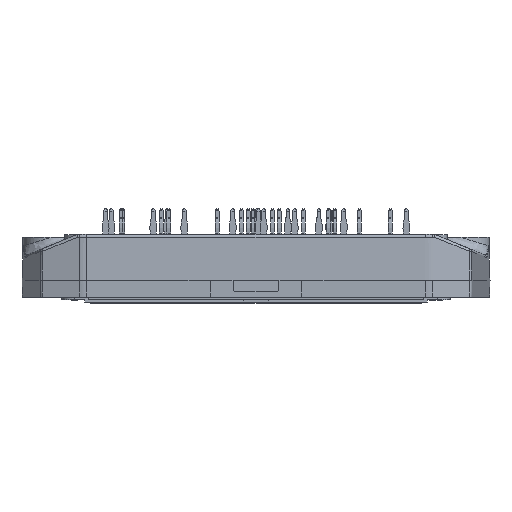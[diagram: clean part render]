
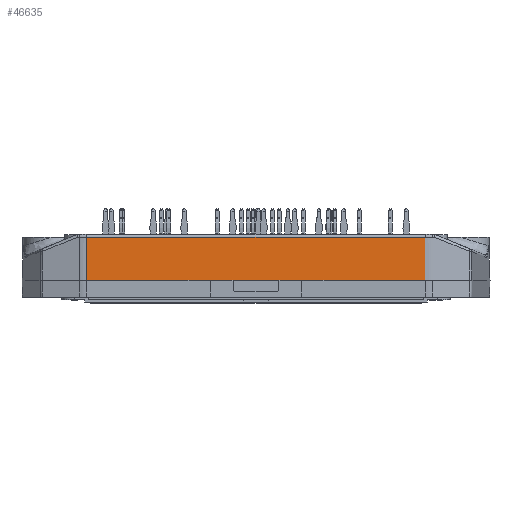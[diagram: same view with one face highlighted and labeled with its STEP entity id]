
A CAD part, front view. The second image highlights one B-rep face of the part: STEP entity #46635.
In plain terms, the highlighted planar face has unit normal (0, -1, 0.026).
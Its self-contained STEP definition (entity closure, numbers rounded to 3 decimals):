
#5276=ORIENTED_EDGE('',*,*,#14619,.F.);
#5277=ORIENTED_EDGE('',*,*,#14620,.T.);
#5278=ORIENTED_EDGE('',*,*,#14354,.F.);
#5279=ORIENTED_EDGE('',*,*,#14621,.F.);
#5280=ORIENTED_EDGE('',*,*,#14622,.T.);
#5281=ORIENTED_EDGE('',*,*,#14623,.T.);
#5282=ORIENTED_EDGE('',*,*,#14607,.T.);
#5283=ORIENTED_EDGE('',*,*,#14624,.F.);
#5284=ORIENTED_EDGE('',*,*,#14602,.F.);
#5285=ORIENTED_EDGE('',*,*,#14341,.F.);
#14341=EDGE_CURVE('',#19144,#19145,#22256,.T.);
#14354=EDGE_CURVE('',#19154,#19155,#22264,.T.);
#14602=EDGE_CURVE('',#19145,#19303,#22384,.T.);
#14607=EDGE_CURVE('',#19307,#19306,#22387,.T.);
#14619=EDGE_CURVE('',#19317,#19144,#22395,.T.);
#14620=EDGE_CURVE('',#19317,#19155,#22396,.F.);
#14621=EDGE_CURVE('',#19318,#19154,#22397,.F.);
#14622=EDGE_CURVE('',#19318,#19319,#22398,.T.);
#14623=EDGE_CURVE('',#19319,#19307,#22399,.T.);
#14624=EDGE_CURVE('',#19303,#19306,#22400,.T.);
#19144=VERTEX_POINT('',#64224);
#19145=VERTEX_POINT('',#64226);
#19154=VERTEX_POINT('',#64259);
#19155=VERTEX_POINT('',#64260);
#19303=VERTEX_POINT('',#65300);
#19306=VERTEX_POINT('',#65307);
#19307=VERTEX_POINT('',#65309);
#19317=VERTEX_POINT('',#65413);
#19318=VERTEX_POINT('',#65416);
#19319=VERTEX_POINT('',#65418);
#22256=LINE('',#64225,#25310);
#22264=LINE('',#64258,#25318);
#22384=LINE('',#65299,#25438);
#22387=LINE('',#65308,#25441);
#22395=LINE('',#65412,#25449);
#22396=LINE('',#65414,#25450);
#22397=LINE('',#65415,#25451);
#22398=LINE('',#65417,#25452);
#22399=LINE('',#65419,#25453);
#22400=LINE('',#65420,#25454);
#25310=VECTOR('',#53483,1000.);
#25318=VECTOR('',#53507,1000.);
#25438=VECTOR('',#53945,1000.);
#25441=VECTOR('',#53952,1000.);
#25449=VECTOR('',#53964,1000.);
#25450=VECTOR('',#53965,1000.);
#25451=VECTOR('',#53966,1000.);
#25452=VECTOR('',#53967,1000.);
#25453=VECTOR('',#53968,1000.);
#25454=VECTOR('',#53969,1000.);
#28289=EDGE_LOOP('',(#5276,#5277,#5278,#5279,#5280,#5281,#5282,#5283,#5284,
#5285));
#30365=FACE_BOUND('',#28289,.T.);
#32099=PLANE('',#49073);
#46635=ADVANCED_FACE('',(#30365),#32099,.T.);
#49073=AXIS2_PLACEMENT_3D('',#65411,#53962,#53963);
#53483=DIRECTION('',(-1.,0.,0.));
#53507=DIRECTION('',(1.,0.,0.));
#53945=DIRECTION('',(-1.,0.,0.));
#53952=DIRECTION('',(1.,0.,0.));
#53962=DIRECTION('',(0.,-1.,0.026));
#53963=DIRECTION('',(0.,0.026,1.));
#53964=DIRECTION('',(-1.,0.,0.));
#53965=DIRECTION('',(0.006,-0.026,-1.));
#53966=DIRECTION('',(-0.006,-0.026,-1.));
#53967=DIRECTION('',(1.,0.,0.));
#53968=DIRECTION('',(1.,0.,0.));
#53969=DIRECTION('',(-1.,0.,0.));
#64224=CARTESIAN_POINT('',(29.513,-30.776,3.));
#64225=CARTESIAN_POINT('',(17.961,-30.776,3.));
#64226=CARTESIAN_POINT('',(8.,-30.776,3.));
#64258=CARTESIAN_POINT('',(27.533,-30.58,10.513));
#64259=CARTESIAN_POINT('',(-29.469,-30.58,10.513));
#64260=CARTESIAN_POINT('',(29.469,-30.58,10.513));
#65299=CARTESIAN_POINT('',(17.961,-30.776,3.));
#65300=CARTESIAN_POINT('',(4.,-30.776,3.));
#65307=CARTESIAN_POINT('',(-4.,-30.776,3.));
#65308=CARTESIAN_POINT('',(-17.961,-30.776,3.));
#65309=CARTESIAN_POINT('',(-8.,-30.776,3.));
#65411=CARTESIAN_POINT('',(17.961,-30.776,3.));
#65412=CARTESIAN_POINT('',(17.961,-30.776,3.));
#65413=CARTESIAN_POINT('',(29.513,-30.776,3.));
#65414=CARTESIAN_POINT('',(29.512,-30.775,3.067));
#65415=CARTESIAN_POINT('',(-29.512,-30.775,3.067));
#65416=CARTESIAN_POINT('',(-29.513,-30.776,3.));
#65417=CARTESIAN_POINT('',(-17.961,-30.776,3.));
#65418=CARTESIAN_POINT('',(-29.513,-30.776,3.));
#65419=CARTESIAN_POINT('',(-17.961,-30.776,3.));
#65420=CARTESIAN_POINT('',(-17.961,-30.776,3.));
